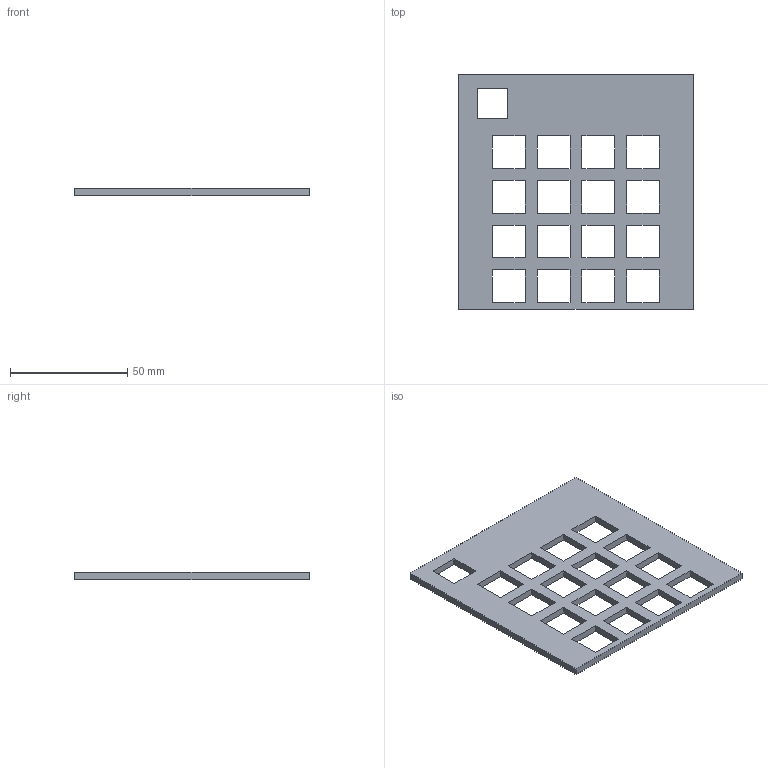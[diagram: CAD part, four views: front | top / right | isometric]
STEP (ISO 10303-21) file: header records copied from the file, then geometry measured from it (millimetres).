
FILE_DESCRIPTION(/* description */ ('HOOPS Exchange Step','CAx-IF Rec.Pracs.---Representation and Presentation of Product Manufacturing Information (PMI)---4.0---2014-10-13'),/* implementation_level */ '2;1');
FILE_NAME(/* name */ 'Emre-HackPad-PlateV4 v2.step',/* time_stamp */ '2024-12-16T22:17:19+01:00',/* author */ (''),/* organization */ (''),/* preprocessor_version */ 'ST-DEVELOPER v20',/* originating_system */ 'Autodesk Translation Framework v13.20.0.188',/* authorisation */ '');
FILE_SCHEMA (('AP242_MANAGED_MODEL_BASED_3D_ENGINEERING_MIM_LF { 1 0 10303 442 1 1 4 }'));
Length unit declared in the file: millimetre
Products named in the file (1): root
Bounding box: 100 x 100 x 3 mm (x, y, z)
Volume: 20055.1 mm3; surface area: 17454.9 mm2
Topology: 1 solids, 1 shells, 86 faces, 246 edges, 164 vertices
Faces by surface type: plane 80, cylinder 6
Full cylindrical faces by diameter (mm): 2 x2
Entity records: 2870 total; most frequent: CARTESIAN_POINT 497, ORIENTED_EDGE 492, DIRECTION 432, EDGE_CURVE 246, LINE 234, VECTOR 234, VERTEX_POINT 164, EDGE_LOOP 122
